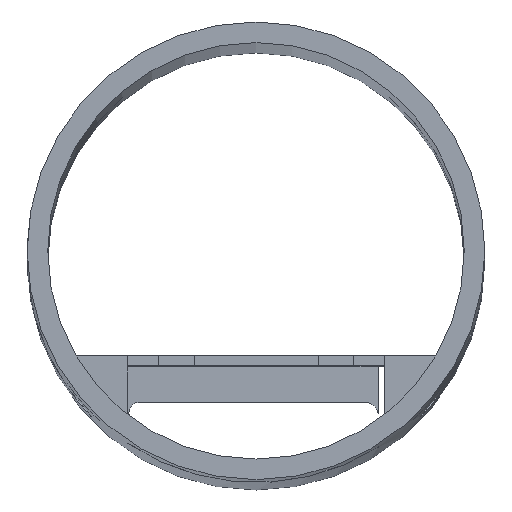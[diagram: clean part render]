
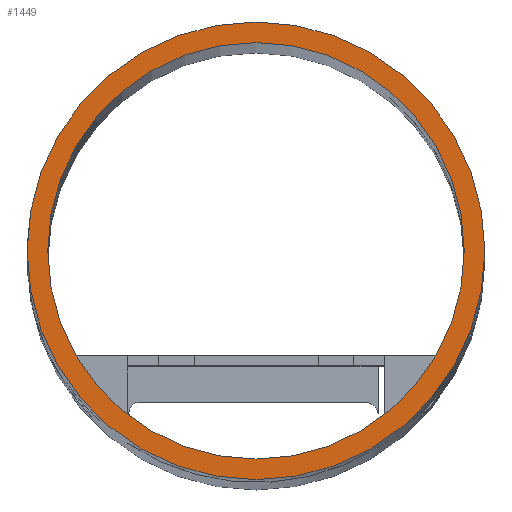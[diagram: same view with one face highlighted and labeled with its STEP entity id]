
A CAD part, top view. The second image highlights one B-rep face of the part: STEP entity #1449.
In plain terms, the highlighted planar face has unit normal (0, 0, 1).
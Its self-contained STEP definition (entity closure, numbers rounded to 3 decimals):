
#347=FACE_BOUND('',#441,.T.);
#363=FACE_OUTER_BOUND('',#440,.T.);
#440=EDGE_LOOP('',(#958));
#441=EDGE_LOOP('',(#959));
#533=CIRCLE('',#1543,44.45);
#534=CIRCLE('',#1544,40.45);
#587=VERTEX_POINT('',#2071);
#588=VERTEX_POINT('',#2073);
#736=EDGE_CURVE('',#587,#587,#533,.T.);
#737=EDGE_CURVE('',#588,#588,#534,.T.);
#958=ORIENTED_EDGE('',*,*,#736,.T.);
#959=ORIENTED_EDGE('',*,*,#737,.T.);
#1402=PLANE('',#1542);
#1449=ADVANCED_FACE('',(#363,#347),#1402,.F.);
#1542=AXIS2_PLACEMENT_3D('',#2070,#1678,#1679);
#1543=AXIS2_PLACEMENT_3D('',#2072,#1680,#1681);
#1544=AXIS2_PLACEMENT_3D('',#2074,#1682,#1683);
#1678=DIRECTION('center_axis',(0.,0.,-1.));
#1679=DIRECTION('ref_axis',(-1.,0.,0.));
#1680=DIRECTION('center_axis',(0.,0.,1.));
#1681=DIRECTION('ref_axis',(-1.,0.,0.));
#1682=DIRECTION('center_axis',(0.,0.,-1.));
#1683=DIRECTION('ref_axis',(-1.,0.,0.));
#2070=CARTESIAN_POINT('Origin',(-10.,0.,1150.));
#2071=CARTESIAN_POINT('',(34.45,0.,1150.));
#2072=CARTESIAN_POINT('Origin',(-10.,0.,1150.));
#2073=CARTESIAN_POINT('',(30.45,0.,1150.));
#2074=CARTESIAN_POINT('Origin',(-10.,0.,1150.));
